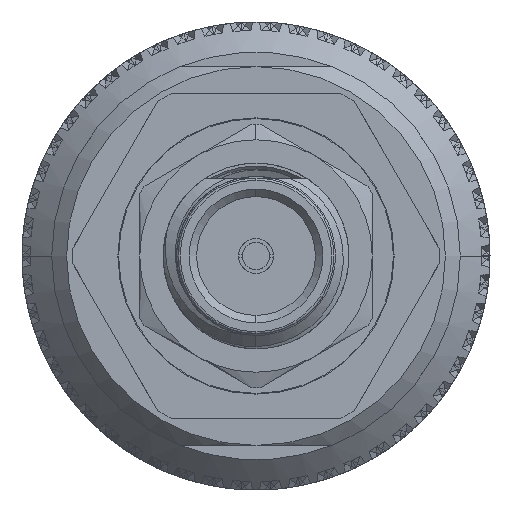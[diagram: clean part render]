
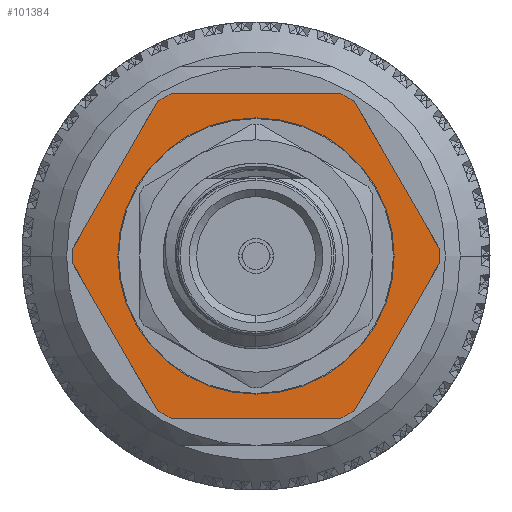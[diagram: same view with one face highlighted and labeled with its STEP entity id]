
A CAD part, left-side view. The second image highlights one B-rep face of the part: STEP entity #101384.
In plain terms, the highlighted face is planar.
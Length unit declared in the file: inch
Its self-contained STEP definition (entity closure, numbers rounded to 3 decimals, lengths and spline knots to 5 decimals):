
#184 = VERTEX_POINT ( 'NONE', #35873 ) ;
#2841 = DIRECTION ( 'NONE',  ( 1., 0., 0. ) ) ;
#6158 = EDGE_CURVE ( 'NONE', #15697, #17949, #46731, .T. ) ;
#7531 = VERTEX_POINT ( 'NONE', #63924 ) ;
#9230 = EDGE_LOOP ( 'NONE', ( #15212, #71151 ) ) ;
#11989 = VECTOR ( 'NONE', #105272, 39.37008 ) ;
#12652 = DIRECTION ( 'NONE',  ( 0., 0., 1. ) ) ;
#13892 = FACE_OUTER_BOUND ( 'NONE', #93721, .T. ) ;
#14483 = LINE ( 'NONE', #47926, #94913 ) ;
#15212 = ORIENTED_EDGE ( 'NONE', *, *, #118824, .F. ) ;
#15697 = VERTEX_POINT ( 'NONE', #41697 ) ;
#16517 = LINE ( 'NONE', #42000, #120280 ) ;
#17898 = AXIS2_PLACEMENT_3D ( 'NONE', #31427, #96819, #40845 ) ;
#17949 = VERTEX_POINT ( 'NONE', #104074 ) ;
#19936 = CARTESIAN_POINT ( 'NONE',  ( 0.21875, 0.1263, 0. ) ) ;
#23937 = ORIENTED_EDGE ( 'NONE', *, *, #105800, .T. ) ;
#24521 = ORIENTED_EDGE ( 'NONE', *, *, #109914, .T. ) ;
#25295 = DIRECTION ( 'NONE',  ( 1., 0., 0. ) ) ;
#26109 = CIRCLE ( 'NONE', #99723, 0.24665 ) ;
#28380 = AXIS2_PLACEMENT_3D ( 'NONE', #110677, #37561, #36742 ) ;
#28787 = CARTESIAN_POINT ( 'NONE',  ( 0., 0., 0. ) ) ;
#29608 = CARTESIAN_POINT ( 'NONE',  ( -0.0107, 0.24642, 0. ) ) ;
#30468 = VERTEX_POINT ( 'NONE', #116733 ) ;
#31361 = CARTESIAN_POINT ( 'NONE',  ( 0., 0., 0. ) ) ;
#31427 = CARTESIAN_POINT ( 'NONE',  ( 0., 0., 0. ) ) ;
#31894 = ORIENTED_EDGE ( 'NONE', *, *, #75321, .T. ) ;
#34669 = DIRECTION ( 'NONE',  ( 0., 0., 1. ) ) ;
#35420 = LINE ( 'NONE', #19936, #11989 ) ;
#35873 = CARTESIAN_POINT ( 'NONE',  ( 0.20805, 0.13247, 0. ) ) ;
#36742 = DIRECTION ( 'NONE',  ( 1., 0., 0. ) ) ;
#36835 = DIRECTION ( 'NONE',  ( 0., 0., 1. ) ) ;
#37561 = DIRECTION ( 'NONE',  ( 0., 0., 1. ) ) ;
#37718 = CIRCLE ( 'NONE', #17898, 0.24665 ) ;
#37954 = ORIENTED_EDGE ( 'NONE', *, *, #58595, .T. ) ;
#38916 = VERTEX_POINT ( 'NONE', #110331 ) ;
#39600 = CARTESIAN_POINT ( 'NONE',  ( 0., 0.25259, 0. ) ) ;
#40139 = EDGE_CURVE ( 'NONE', #7531, #44661, #85848, .T. ) ;
#40391 = DIRECTION ( 'NONE',  ( -0.866, -0.5, 0. ) ) ;
#40845 = DIRECTION ( 'NONE',  ( 1., 0., 0. ) ) ;
#41697 = CARTESIAN_POINT ( 'NONE',  ( -0.21875, 0.11394, 0. ) ) ;
#41857 = CIRCLE ( 'NONE', #47999, 0.24665 ) ;
#42000 = CARTESIAN_POINT ( 'NONE',  ( 0.21875, -0.1263, 0. ) ) ;
#44104 = DIRECTION ( 'NONE',  ( 1., 0., 0. ) ) ;
#44661 = VERTEX_POINT ( 'NONE', #103404 ) ;
#46496 = CARTESIAN_POINT ( 'NONE',  ( 0.0107, -0.24642, 0. ) ) ;
#46731 = LINE ( 'NONE', #94936, #103644 ) ;
#47926 = CARTESIAN_POINT ( 'NONE',  ( 0., -0.25259, 0. ) ) ;
#47999 = AXIS2_PLACEMENT_3D ( 'NONE', #28787, #75056, #103514 ) ;
#48927 = EDGE_CURVE ( 'NONE', #78510, #58628, #49564, .T. ) ;
#49471 = EDGE_CURVE ( 'NONE', #30468, #15697, #26109, .T. ) ;
#49564 = LINE ( 'NONE', #90959, #90493 ) ;
#51486 = CIRCLE ( 'NONE', #61779, 0.24665 ) ;
#52960 = VERTEX_POINT ( 'NONE', #60613 ) ;
#54043 = VERTEX_POINT ( 'NONE', #29608 ) ;
#57664 = VERTEX_POINT ( 'NONE', #97934 ) ;
#58595 = EDGE_CURVE ( 'NONE', #75708, #38916, #14483, .T. ) ;
#58628 = VERTEX_POINT ( 'NONE', #86785 ) ;
#58765 = ORIENTED_EDGE ( 'NONE', *, *, #75391, .T. ) ;
#59446 = ORIENTED_EDGE ( 'NONE', *, *, #78261, .T. ) ;
#59786 = AXIS2_PLACEMENT_3D ( 'NONE', #81358, #34669, #44104 ) ;
#59982 = DIRECTION ( 'NONE',  ( 1., 0., 0. ) ) ;
#60393 = CARTESIAN_POINT ( 'NONE',  ( 0., 0., 0. ) ) ;
#60613 = CARTESIAN_POINT ( 'NONE',  ( 0.21875, 0.11394, 0. ) ) ;
#61779 = AXIS2_PLACEMENT_3D ( 'NONE', #60393, #119123, #62827 ) ;
#62089 = DIRECTION ( 'NONE',  ( 0., 0., 1. ) ) ;
#62317 = CARTESIAN_POINT ( 'NONE',  ( 0.21875, -0.11394, 0. ) ) ;
#62827 = DIRECTION ( 'NONE',  ( 1., 0., 0. ) ) ;
#63924 = CARTESIAN_POINT ( 'NONE',  ( -0.186, 0., 0. ) ) ;
#64200 = PLANE ( 'NONE',  #28380 ) ;
#67580 = CIRCLE ( 'NONE', #59786, 0.186 ) ;
#69589 = EDGE_CURVE ( 'NONE', #58628, #75708, #51486, .T. ) ;
#70195 = AXIS2_PLACEMENT_3D ( 'NONE', #90643, #62089, #25295 ) ;
#70613 = VECTOR ( 'NONE', #40391, 39.37008 ) ;
#71151 = ORIENTED_EDGE ( 'NONE', *, *, #40139, .F. ) ;
#72645 = ORIENTED_EDGE ( 'NONE', *, *, #112044, .T. ) ;
#75056 = DIRECTION ( 'NONE',  ( 0., 0., 1. ) ) ;
#75321 = EDGE_CURVE ( 'NONE', #17949, #78510, #87373, .T. ) ;
#75391 = EDGE_CURVE ( 'NONE', #38916, #103299, #37718, .T. ) ;
#75708 = VERTEX_POINT ( 'NONE', #46496 ) ;
#77651 = DIRECTION ( 'NONE',  ( 0., 0., 1. ) ) ;
#78261 = EDGE_CURVE ( 'NONE', #184, #57664, #35420, .T. ) ;
#78510 = VERTEX_POINT ( 'NONE', #90938 ) ;
#78866 = DIRECTION ( 'NONE',  ( 0., 1., 0. ) ) ;
#79329 = ORIENTED_EDGE ( 'NONE', *, *, #6158, .T. ) ;
#81358 = CARTESIAN_POINT ( 'NONE',  ( 0., 0., 0. ) ) ;
#83702 = AXIS2_PLACEMENT_3D ( 'NONE', #113875, #12652, #2841 ) ;
#84349 = DIRECTION ( 'NONE',  ( 1., 0., 0. ) ) ;
#85848 = CIRCLE ( 'NONE', #70195, 0.186 ) ;
#86785 = CARTESIAN_POINT ( 'NONE',  ( -0.0107, -0.24642, 0. ) ) ;
#87373 = CIRCLE ( 'NONE', #83702, 0.24665 ) ;
#89771 = DIRECTION ( 'NONE',  ( 0.866, -0.5, 0. ) ) ;
#90493 = VECTOR ( 'NONE', #89771, 39.37008 ) ;
#90643 = CARTESIAN_POINT ( 'NONE',  ( 0., 0., 0. ) ) ;
#90848 = ORIENTED_EDGE ( 'NONE', *, *, #49471, .T. ) ;
#90938 = CARTESIAN_POINT ( 'NONE',  ( -0.20805, -0.13247, 0. ) ) ;
#90959 = CARTESIAN_POINT ( 'NONE',  ( -0.21875, -0.1263, 0. ) ) ;
#92001 = CARTESIAN_POINT ( 'NONE',  ( 0., 0., 0. ) ) ;
#92372 = ORIENTED_EDGE ( 'NONE', *, *, #94385, .T. ) ;
#93721 = EDGE_LOOP ( 'NONE', ( #59446, #24521, #23937, #90848, #79329, #31894, #97067, #100189, #37954, #58765, #92372, #72645 ) ) ;
#94385 = EDGE_CURVE ( 'NONE', #103299, #52960, #16517, .T. ) ;
#94913 = VECTOR ( 'NONE', #121034, 39.37008 ) ;
#94936 = CARTESIAN_POINT ( 'NONE',  ( -0.21875, 0.1263, 0. ) ) ;
#96819 = DIRECTION ( 'NONE',  ( 0., 0., 1. ) ) ;
#97067 = ORIENTED_EDGE ( 'NONE', *, *, #48927, .T. ) ;
#97934 = CARTESIAN_POINT ( 'NONE',  ( 0.0107, 0.24642, 0. ) ) ;
#98160 = DIRECTION ( 'NONE',  ( 0., -1., 0. ) ) ;
#99723 = AXIS2_PLACEMENT_3D ( 'NONE', #92001, #36835, #84349 ) ;
#100189 = ORIENTED_EDGE ( 'NONE', *, *, #69589, .T. ) ;
#101384 = ADVANCED_FACE ( 'NONE', ( #113203, #13892 ), #64200, .T. ) ;
#103299 = VERTEX_POINT ( 'NONE', #62317 ) ;
#103404 = CARTESIAN_POINT ( 'NONE',  ( 0.186, 0., 0. ) ) ;
#103514 = DIRECTION ( 'NONE',  ( 1., 0., 0. ) ) ;
#103644 = VECTOR ( 'NONE', #98160, 39.37008 ) ;
#104074 = CARTESIAN_POINT ( 'NONE',  ( -0.21875, -0.11394, 0. ) ) ;
#105272 = DIRECTION ( 'NONE',  ( -0.866, 0.5, 0. ) ) ;
#105800 = EDGE_CURVE ( 'NONE', #54043, #30468, #120228, .T. ) ;
#109914 = EDGE_CURVE ( 'NONE', #57664, #54043, #113706, .T. ) ;
#110331 = CARTESIAN_POINT ( 'NONE',  ( 0.20805, -0.13247, 0. ) ) ;
#110677 = CARTESIAN_POINT ( 'NONE',  ( 0., 0., 0. ) ) ;
#112044 = EDGE_CURVE ( 'NONE', #52960, #184, #41857, .T. ) ;
#113203 = FACE_BOUND ( 'NONE', #9230, .T. ) ;
#113706 = CIRCLE ( 'NONE', #114063, 0.24665 ) ;
#113875 = CARTESIAN_POINT ( 'NONE',  ( 0., 0., 0. ) ) ;
#114063 = AXIS2_PLACEMENT_3D ( 'NONE', #31361, #77651, #59982 ) ;
#116733 = CARTESIAN_POINT ( 'NONE',  ( -0.20805, 0.13247, 0. ) ) ;
#118824 = EDGE_CURVE ( 'NONE', #44661, #7531, #67580, .T. ) ;
#119123 = DIRECTION ( 'NONE',  ( 0., 0., 1. ) ) ;
#120228 = LINE ( 'NONE', #39600, #70613 ) ;
#120280 = VECTOR ( 'NONE', #78866, 39.37008 ) ;
#121034 = DIRECTION ( 'NONE',  ( 0.866, 0.5, 0. ) ) ;
